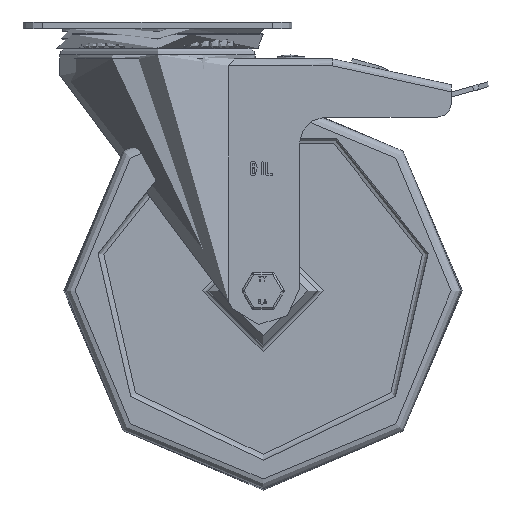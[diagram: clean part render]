
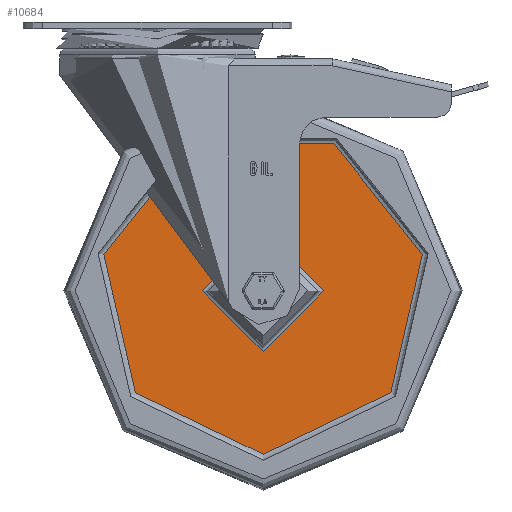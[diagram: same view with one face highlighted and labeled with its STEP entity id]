
A CAD part, front view. The second image highlights one B-rep face of the part: STEP entity #10684.
In plain terms, the highlighted planar face has unit normal (0, -1, 0).
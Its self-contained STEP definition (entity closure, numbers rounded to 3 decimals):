
#549=FACE_BOUND('',#2101,.T.);
#757=PLANE('',#11783);
#1453=FACE_OUTER_BOUND('',#2100,.T.);
#2100=EDGE_LOOP('',(#8638));
#2101=EDGE_LOOP('',(#8639));
#4379=CIRCLE('',#11782,30.5);
#4380=CIRCLE('',#11784,82.);
#5085=VERTEX_POINT('',#21349);
#5086=VERTEX_POINT('',#21353);
#6334=EDGE_CURVE('',#5085,#5085,#4379,.T.);
#6335=EDGE_CURVE('',#5086,#5086,#4380,.T.);
#8638=ORIENTED_EDGE('',*,*,#6335,.F.);
#8639=ORIENTED_EDGE('',*,*,#6334,.T.);
#10684=ADVANCED_FACE('',(#1453,#549),#757,.T.);
#11782=AXIS2_PLACEMENT_3D('',#21351,#13916,#13917);
#11783=AXIS2_PLACEMENT_3D('',#21352,#13918,#13919);
#11784=AXIS2_PLACEMENT_3D('',#21354,#13920,#13921);
#13916=DIRECTION('center_axis',(0.,1.,0.));
#13917=DIRECTION('ref_axis',(1.,0.,0.));
#13918=DIRECTION('center_axis',(0.,-1.,0.));
#13919=DIRECTION('ref_axis',(0.,0.,-1.));
#13920=DIRECTION('center_axis',(0.,1.,0.));
#13921=DIRECTION('ref_axis',(1.,0.,0.));
#21349=CARTESIAN_POINT('',(0.,-5.5,-30.5));
#21351=CARTESIAN_POINT('Origin',(0.,-5.5,0.));
#21352=CARTESIAN_POINT('Origin',(0.,-5.5,82.));
#21353=CARTESIAN_POINT('',(0.,-5.5,-82.));
#21354=CARTESIAN_POINT('Origin',(0.,-5.5,0.));
